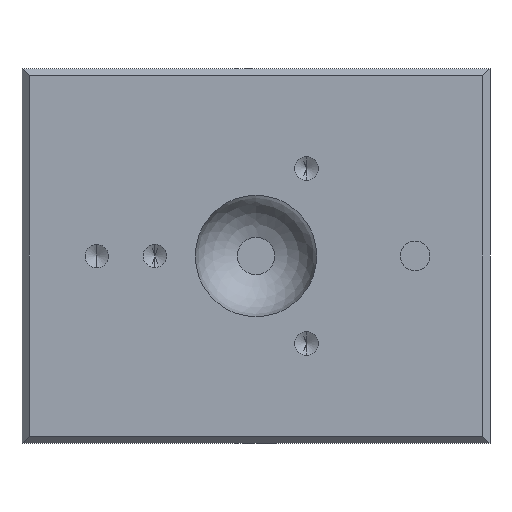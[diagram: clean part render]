
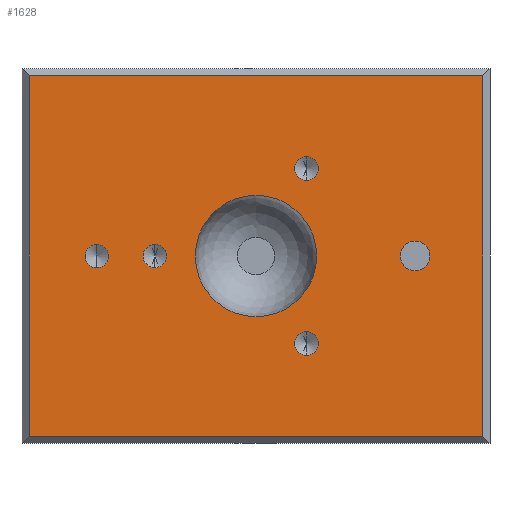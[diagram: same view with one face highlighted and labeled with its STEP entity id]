
A CAD part, front view. The second image highlights one B-rep face of the part: STEP entity #1628.
In plain terms, the highlighted planar face has unit normal (0, -1, 0).
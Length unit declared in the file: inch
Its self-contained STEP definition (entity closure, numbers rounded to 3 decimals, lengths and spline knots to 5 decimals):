
#18 = CARTESIAN_POINT ( 'NONE',  ( -0.9545, 0., 0.7575 ) ) ;
#23 = CARTESIAN_POINT ( 'NONE',  ( -0.6695, 0., -0.04971 ) ) ;
#32 = EDGE_LOOP ( 'NONE', ( #1247, #2536 ) ) ;
#52 = VERTEX_POINT ( 'NONE', #2591 ) ;
#56 = CARTESIAN_POINT ( 'NONE',  ( 0.2125, 0., -0.31885 ) ) ;
#63 = CARTESIAN_POINT ( 'NONE',  ( -0.9845, 0., -0.7875 ) ) ;
#70 = CIRCLE ( 'NONE', #1235, 0.04921 ) ;
#142 = CIRCLE ( 'NONE', #2503, 0.04921 ) ;
#144 = AXIS2_PLACEMENT_3D ( 'NONE', #939, #1114, #1913 ) ;
#148 = DIRECTION ( 'NONE',  ( 0., 0., -1. ) ) ;
#187 = VECTOR ( 'NONE', #1310, 39.37008 ) ;
#193 = DIRECTION ( 'NONE',  ( 0., -1., 0. ) ) ;
#201 = CIRCLE ( 'NONE', #1661, 0.04921 ) ;
#219 = ORIENTED_EDGE ( 'NONE', *, *, #2030, .F. ) ;
#222 = DIRECTION ( 'NONE',  ( 0., 0., -1. ) ) ;
#240 = EDGE_CURVE ( 'NONE', #566, #516, #142, .T. ) ;
#244 = VECTOR ( 'NONE', #1442, 39.37008 ) ;
#250 = ORIENTED_EDGE ( 'NONE', *, *, #963, .T. ) ;
#272 = ORIENTED_EDGE ( 'NONE', *, *, #1805, .F. ) ;
#292 = EDGE_CURVE ( 'NONE', #1026, #52, #70, .T. ) ;
#305 = EDGE_CURVE ( 'NONE', #516, #566, #201, .T. ) ;
#337 = EDGE_CURVE ( 'NONE', #483, #613, #539, .T. ) ;
#366 = DIRECTION ( 'NONE',  ( 0., 0., -1. ) ) ;
#368 = DIRECTION ( 'NONE',  ( 0., 0., -1. ) ) ;
#380 = VERTEX_POINT ( 'NONE', #971 ) ;
#382 = CARTESIAN_POINT ( 'NONE',  ( 0.2125, 0., 0.36806 ) ) ;
#387 = AXIS2_PLACEMENT_3D ( 'NONE', #1659, #493, #661 ) ;
#422 = DIRECTION ( 'NONE',  ( -1., 0., 0. ) ) ;
#445 = DIRECTION ( 'NONE',  ( 0., 0., -1. ) ) ;
#483 = VERTEX_POINT ( 'NONE', #1284 ) ;
#493 = DIRECTION ( 'NONE',  ( 0., -1., 0. ) ) ;
#504 = ORIENTED_EDGE ( 'NONE', *, *, #1533, .F. ) ;
#516 = VERTEX_POINT ( 'NONE', #1539 ) ;
#523 = CIRCLE ( 'NONE', #1135, 0.04921 ) ;
#539 = CIRCLE ( 'NONE', #1154, 0.0625 ) ;
#566 = VERTEX_POINT ( 'NONE', #2278 ) ;
#576 = VECTOR ( 'NONE', #422, 39.37008 ) ;
#599 = VERTEX_POINT ( 'NONE', #693 ) ;
#602 = CARTESIAN_POINT ( 'NONE',  ( -0.9545, 0., -0.7575 ) ) ;
#613 = VERTEX_POINT ( 'NONE', #2261 ) ;
#661 = DIRECTION ( 'NONE',  ( 0., 0., -1. ) ) ;
#677 = CARTESIAN_POINT ( 'NONE',  ( -0.6695, 0., 0.04871 ) ) ;
#693 = CARTESIAN_POINT ( 'NONE',  ( -0.425, 0., -0.04921 ) ) ;
#698 = CARTESIAN_POINT ( 'NONE',  ( -0.6695, 0., -0.0005 ) ) ;
#715 = EDGE_LOOP ( 'NONE', ( #1707, #272 ) ) ;
#718 = LINE ( 'NONE', #1334, #187 ) ;
#787 = CARTESIAN_POINT ( 'NONE',  ( -0.425, 0., 0. ) ) ;
#811 = VERTEX_POINT ( 'NONE', #602 ) ;
#817 = FACE_OUTER_BOUND ( 'NONE', #1765, .T. ) ;
#824 = DIRECTION ( 'NONE',  ( 0., 0., -1. ) ) ;
#841 = FACE_BOUND ( 'NONE', #2451, .T. ) ;
#851 = FACE_BOUND ( 'NONE', #32, .T. ) ;
#864 = LINE ( 'NONE', #1236, #244 ) ;
#866 = VERTEX_POINT ( 'NONE', #677 ) ;
#887 = DIRECTION ( 'NONE',  ( 0., 0., -1. ) ) ;
#890 = EDGE_CURVE ( 'NONE', #2415, #380, #2494, .T. ) ;
#939 = CARTESIAN_POINT ( 'NONE',  ( -0.6695, 0., -0.0005 ) ) ;
#963 = EDGE_CURVE ( 'NONE', #811, #1335, #1244, .T. ) ;
#971 = CARTESIAN_POINT ( 'NONE',  ( 0., 0., 0.25522 ) ) ;
#983 = VERTEX_POINT ( 'NONE', #2085 ) ;
#1026 = VERTEX_POINT ( 'NONE', #56 ) ;
#1032 = CIRCLE ( 'NONE', #1355, 0.04921 ) ;
#1058 = EDGE_CURVE ( 'NONE', #1335, #2298, #718, .T. ) ;
#1092 = DIRECTION ( 'NONE',  ( 0., 0., -1. ) ) ;
#1114 = DIRECTION ( 'NONE',  ( 0., -1., 0. ) ) ;
#1127 = DIRECTION ( 'NONE',  ( 0., -1., 0. ) ) ;
#1135 = AXIS2_PLACEMENT_3D ( 'NONE', #787, #1817, #222 ) ;
#1154 = AXIS2_PLACEMENT_3D ( 'NONE', #1186, #1801, #148 ) ;
#1159 = ORIENTED_EDGE ( 'NONE', *, *, #1888, .F. ) ;
#1170 = EDGE_LOOP ( 'NONE', ( #1831, #2389 ) ) ;
#1186 = CARTESIAN_POINT ( 'NONE',  ( 0.6695, 0., 0.0005 ) ) ;
#1191 = CARTESIAN_POINT ( 'NONE',  ( -0.9845, 0., 0.7575 ) ) ;
#1235 = AXIS2_PLACEMENT_3D ( 'NONE', #1944, #193, #824 ) ;
#1236 = CARTESIAN_POINT ( 'NONE',  ( -0.9545, 0., -0.7875 ) ) ;
#1244 = LINE ( 'NONE', #1298, #2027 ) ;
#1247 = ORIENTED_EDGE ( 'NONE', *, *, #240, .F. ) ;
#1284 = CARTESIAN_POINT ( 'NONE',  ( 0.6695, 0., 0.063 ) ) ;
#1298 = CARTESIAN_POINT ( 'NONE',  ( 0.9845, 0., -0.7575 ) ) ;
#1310 = DIRECTION ( 'NONE',  ( 0., 0., 1. ) ) ;
#1314 = DIRECTION ( 'NONE',  ( 0., -1., 0. ) ) ;
#1334 = CARTESIAN_POINT ( 'NONE',  ( 0.9545, 0., 0.7875 ) ) ;
#1335 = VERTEX_POINT ( 'NONE', #2282 ) ;
#1336 = DIRECTION ( 'NONE',  ( 0., -1., 0. ) ) ;
#1344 = AXIS2_PLACEMENT_3D ( 'NONE', #2069, #1459, #887 ) ;
#1355 = AXIS2_PLACEMENT_3D ( 'NONE', #2340, #1127, #2540 ) ;
#1442 = DIRECTION ( 'NONE',  ( 0., 0., -1. ) ) ;
#1459 = DIRECTION ( 'NONE',  ( 0., -1., 0. ) ) ;
#1461 = EDGE_CURVE ( 'NONE', #2298, #1577, #1966, .T. ) ;
#1520 = ORIENTED_EDGE ( 'NONE', *, *, #1058, .T. ) ;
#1533 = EDGE_CURVE ( 'NONE', #599, #983, #1032, .T. ) ;
#1539 = CARTESIAN_POINT ( 'NONE',  ( 0.2125, 0., 0.41727 ) ) ;
#1577 = VERTEX_POINT ( 'NONE', #18 ) ;
#1592 = FACE_BOUND ( 'NONE', #1170, .T. ) ;
#1628 = ADVANCED_FACE ( 'NONE', ( #817, #2019, #2600, #841, #851, #2395, #1592 ), #1795, .T. ) ;
#1636 = CIRCLE ( 'NONE', #1807, 0.04921 ) ;
#1659 = CARTESIAN_POINT ( 'NONE',  ( 0., 0., 0. ) ) ;
#1661 = AXIS2_PLACEMENT_3D ( 'NONE', #382, #1336, #366 ) ;
#1689 = CARTESIAN_POINT ( 'NONE',  ( 0., 0., -0.25522 ) ) ;
#1691 = ORIENTED_EDGE ( 'NONE', *, *, #292, .F. ) ;
#1707 = ORIENTED_EDGE ( 'NONE', *, *, #2392, .F. ) ;
#1748 = ORIENTED_EDGE ( 'NONE', *, *, #1951, .T. ) ;
#1764 = CARTESIAN_POINT ( 'NONE',  ( 0.2125, 0., 0.36806 ) ) ;
#1765 = EDGE_LOOP ( 'NONE', ( #1748, #250, #1520, #2276 ) ) ;
#1795 = PLANE ( 'NONE',  #2035 ) ;
#1801 = DIRECTION ( 'NONE',  ( 0., -1., 0. ) ) ;
#1805 = EDGE_CURVE ( 'NONE', #866, #2576, #2545, .T. ) ;
#1807 = AXIS2_PLACEMENT_3D ( 'NONE', #698, #1893, #1914 ) ;
#1817 = DIRECTION ( 'NONE',  ( 0., -1., 0. ) ) ;
#1830 = CIRCLE ( 'NONE', #2594, 0.04921 ) ;
#1831 = ORIENTED_EDGE ( 'NONE', *, *, #2408, .F. ) ;
#1888 = EDGE_CURVE ( 'NONE', #52, #1026, #1830, .T. ) ;
#1892 = AXIS2_PLACEMENT_3D ( 'NONE', #2089, #2529, #2130 ) ;
#1893 = DIRECTION ( 'NONE',  ( 0., -1., 0. ) ) ;
#1898 = DIRECTION ( 'NONE',  ( 1., 0., 0. ) ) ;
#1913 = DIRECTION ( 'NONE',  ( 0., 0., -1. ) ) ;
#1914 = DIRECTION ( 'NONE',  ( 0., 0., -1. ) ) ;
#1944 = CARTESIAN_POINT ( 'NONE',  ( 0.2125, 0., -0.36806 ) ) ;
#1951 = EDGE_CURVE ( 'NONE', #1577, #811, #864, .T. ) ;
#1957 = EDGE_LOOP ( 'NONE', ( #1969, #219 ) ) ;
#1966 = LINE ( 'NONE', #1191, #576 ) ;
#1969 = ORIENTED_EDGE ( 'NONE', *, *, #890, .F. ) ;
#1990 = CARTESIAN_POINT ( 'NONE',  ( 0.2125, 0., -0.36806 ) ) ;
#2013 = CIRCLE ( 'NONE', #387, 0.25522 ) ;
#2019 = FACE_BOUND ( 'NONE', #715, .T. ) ;
#2027 = VECTOR ( 'NONE', #1898, 39.37008 ) ;
#2030 = EDGE_CURVE ( 'NONE', #380, #2415, #2013, .T. ) ;
#2035 = AXIS2_PLACEMENT_3D ( 'NONE', #63, #2306, #1092 ) ;
#2069 = CARTESIAN_POINT ( 'NONE',  ( 0., 0., 0. ) ) ;
#2085 = CARTESIAN_POINT ( 'NONE',  ( -0.425, 0., 0.04921 ) ) ;
#2089 = CARTESIAN_POINT ( 'NONE',  ( 0.6695, 0., 0.0005 ) ) ;
#2130 = DIRECTION ( 'NONE',  ( 0., 0., -1. ) ) ;
#2176 = ORIENTED_EDGE ( 'NONE', *, *, #2572, .F. ) ;
#2261 = CARTESIAN_POINT ( 'NONE',  ( 0.6695, 0., -0.062 ) ) ;
#2276 = ORIENTED_EDGE ( 'NONE', *, *, #1461, .T. ) ;
#2278 = CARTESIAN_POINT ( 'NONE',  ( 0.2125, 0., 0.31885 ) ) ;
#2281 = CARTESIAN_POINT ( 'NONE',  ( 0.9545, 0., 0.7575 ) ) ;
#2282 = CARTESIAN_POINT ( 'NONE',  ( 0.9545, 0., -0.7575 ) ) ;
#2298 = VERTEX_POINT ( 'NONE', #2281 ) ;
#2306 = DIRECTION ( 'NONE',  ( 0., -1., 0. ) ) ;
#2321 = EDGE_LOOP ( 'NONE', ( #504, #2176 ) ) ;
#2340 = CARTESIAN_POINT ( 'NONE',  ( -0.425, 0., 0. ) ) ;
#2389 = ORIENTED_EDGE ( 'NONE', *, *, #337, .F. ) ;
#2392 = EDGE_CURVE ( 'NONE', #2576, #866, #1636, .T. ) ;
#2395 = FACE_BOUND ( 'NONE', #2321, .T. ) ;
#2400 = CIRCLE ( 'NONE', #1892, 0.0625 ) ;
#2408 = EDGE_CURVE ( 'NONE', #613, #483, #2400, .T. ) ;
#2415 = VERTEX_POINT ( 'NONE', #1689 ) ;
#2421 = DIRECTION ( 'NONE',  ( 0., -1., 0. ) ) ;
#2451 = EDGE_LOOP ( 'NONE', ( #1159, #1691 ) ) ;
#2494 = CIRCLE ( 'NONE', #1344, 0.25522 ) ;
#2503 = AXIS2_PLACEMENT_3D ( 'NONE', #1764, #1314, #368 ) ;
#2529 = DIRECTION ( 'NONE',  ( 0., -1., 0. ) ) ;
#2536 = ORIENTED_EDGE ( 'NONE', *, *, #305, .F. ) ;
#2540 = DIRECTION ( 'NONE',  ( 0., 0., -1. ) ) ;
#2545 = CIRCLE ( 'NONE', #144, 0.04921 ) ;
#2572 = EDGE_CURVE ( 'NONE', #983, #599, #523, .T. ) ;
#2576 = VERTEX_POINT ( 'NONE', #23 ) ;
#2591 = CARTESIAN_POINT ( 'NONE',  ( 0.2125, 0., -0.41727 ) ) ;
#2594 = AXIS2_PLACEMENT_3D ( 'NONE', #1990, #2421, #445 ) ;
#2600 = FACE_BOUND ( 'NONE', #1957, .T. ) ;
